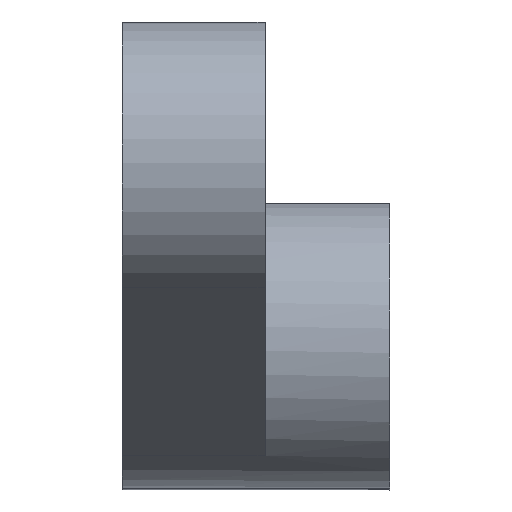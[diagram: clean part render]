
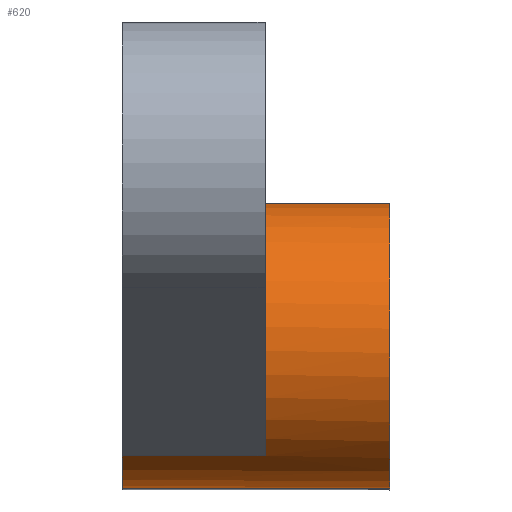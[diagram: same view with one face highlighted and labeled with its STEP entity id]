
A CAD part, top view. The second image highlights one B-rep face of the part: STEP entity #620.
In plain terms, the highlighted cylindrical face has radius 15 mm (diameter 30 mm), a partial arc.
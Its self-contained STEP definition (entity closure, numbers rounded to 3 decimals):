
#163=CARTESIAN_POINT('',(0.,-41.5,129.51));
#164=VERTEX_POINT('',#163);
#171=CARTESIAN_POINT('',(0.,-45.601,152.009));
#172=VERTEX_POINT('',#171);
#173=CARTESIAN_POINT('',(0.,-34.,142.5));
#174=DIRECTION('',(1.,0.,0.));
#175=DIRECTION('',(0.,0.,-1.));
#176=AXIS2_PLACEMENT_3D('',#173,#174,#175);
#177=CIRCLE('',#176,15.);
#178=EDGE_CURVE('',#172,#164,#177,.T.);
#230=CARTESIAN_POINT('',(15.,-45.601,152.009));
#231=VERTEX_POINT('',#230);
#238=CARTESIAN_POINT('',(15.,-19.057,141.199));
#239=VERTEX_POINT('',#238);
#240=CARTESIAN_POINT('',(15.,-34.,142.5));
#241=DIRECTION('',(1.,0.,0.));
#242=DIRECTION('',(0.,0.,-1.));
#243=AXIS2_PLACEMENT_3D('',#240,#241,#242);
#244=CIRCLE('',#243,15.);
#245=EDGE_CURVE('',#239,#231,#244,.T.);
#433=CARTESIAN_POINT('',(28.1,-19.057,141.199));
#434=VERTEX_POINT('',#433);
#443=CARTESIAN_POINT('',(28.1,-41.5,129.51));
#444=VERTEX_POINT('',#443);
#445=CARTESIAN_POINT('',(28.1,-34.,142.5));
#446=DIRECTION('',(1.,0.,0.));
#447=DIRECTION('',(0.,0.,-1.));
#448=AXIS2_PLACEMENT_3D('',#445,#446,#447);
#449=CIRCLE('',#448,15.);
#450=EDGE_CURVE('',#434,#444,#449,.T.);
#581=CARTESIAN_POINT('',(0.,-41.5,129.51));
#582=DIRECTION('',(1.,0.,-0.));
#583=VECTOR('',#582,28.1);
#584=LINE('',#581,#583);
#585=EDGE_CURVE('',#164,#444,#584,.T.);
#597=CARTESIAN_POINT('',(0.,-34.,142.5));
#598=DIRECTION('',(1.,0.,0.));
#599=DIRECTION('',(0.,0.,-1.));
#600=AXIS2_PLACEMENT_3D('',#597,#598,#599);
#601=CYLINDRICAL_SURFACE('',#600,15.);
#602=ORIENTED_EDGE('',*,*,#450,.F.);
#603=CARTESIAN_POINT('',(15.,-19.057,141.199));
#604=DIRECTION('',(1.,0.,-0.));
#605=VECTOR('',#604,13.1);
#606=LINE('',#603,#605);
#607=EDGE_CURVE('',#239,#434,#606,.T.);
#608=ORIENTED_EDGE('',*,*,#607,.F.);
#609=ORIENTED_EDGE('',*,*,#245,.T.);
#610=CARTESIAN_POINT('',(0.,-45.601,152.009));
#611=DIRECTION('',(1.,0.,-0.));
#612=VECTOR('',#611,15.);
#613=LINE('',#610,#612);
#614=EDGE_CURVE('',#172,#231,#613,.T.);
#615=ORIENTED_EDGE('',*,*,#614,.F.);
#616=ORIENTED_EDGE('',*,*,#178,.T.);
#617=ORIENTED_EDGE('',*,*,#585,.T.);
#618=EDGE_LOOP('',(#602,#608,#609,#615,#616,#617));
#619=FACE_BOUND('',#618,.T.);
#620=ADVANCED_FACE('',(#619),#601,.T.);
